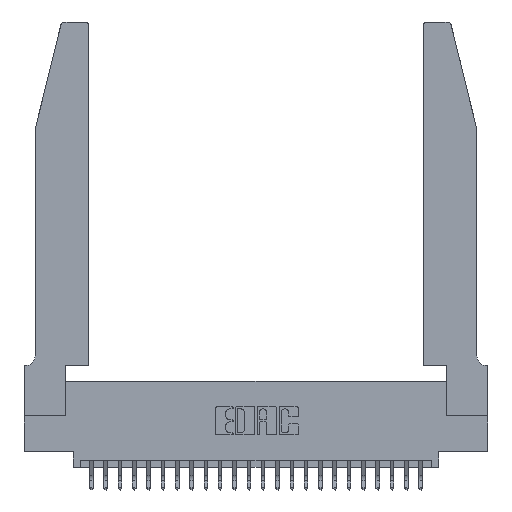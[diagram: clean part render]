
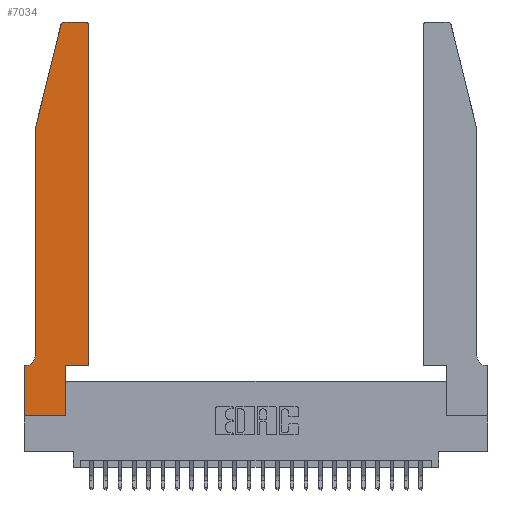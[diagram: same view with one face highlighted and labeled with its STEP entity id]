
A CAD part, top view. The second image highlights one B-rep face of the part: STEP entity #7034.
In plain terms, the highlighted planar face has unit normal (0, 0, 1).
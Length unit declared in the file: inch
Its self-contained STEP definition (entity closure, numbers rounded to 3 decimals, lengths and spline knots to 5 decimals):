
#32 = DIRECTION ( 'NONE',  ( -1., 0., 0. ) ) ;
#524 = DIRECTION ( 'NONE',  ( 1., 0., 0. ) ) ;
#859 = EDGE_CURVE ( 'NONE', #5891, #15590, #1684, .T. ) ;
#991 = ORIENTED_EDGE ( 'NONE', *, *, #24514, .T. ) ;
#1279 = EDGE_CURVE ( 'NONE', #13797, #9136, #23919, .T. ) ;
#1331 = AXIS2_PLACEMENT_3D ( 'NONE', #24945, #13055, #524 ) ;
#1355 = AXIS2_PLACEMENT_3D ( 'NONE', #10317, #24265, #12380 ) ;
#1612 = EDGE_CURVE ( 'NONE', #14318, #21946, #6987, .T. ) ;
#1684 = LINE ( 'NONE', #23234, #6707 ) ;
#2111 = VECTOR ( 'NONE', #6910, 39.37008 ) ;
#2320 = ORIENTED_EDGE ( 'NONE', *, *, #21248, .T. ) ;
#2864 = ORIENTED_EDGE ( 'NONE', *, *, #18034, .T. ) ;
#2934 = CARTESIAN_POINT ( 'NONE',  ( 0.4205, 2.72, 0.37 ) ) ;
#3764 = ORIENTED_EDGE ( 'NONE', *, *, #18161, .T. ) ;
#3775 = CARTESIAN_POINT ( 'NONE',  ( 0.0055, 0.35, 0.37 ) ) ;
#3919 = EDGE_LOOP ( 'NONE', ( #991, #18395, #6561, #18505, #11072, #2864, #2320, #3764, #12577, #26195, #11601, #19215 ) ) ;
#4085 = DIRECTION ( 'NONE',  ( 1., 0., 0. ) ) ;
#4166 = CARTESIAN_POINT ( 'NONE',  ( 0., 0.35, 0.37 ) ) ;
#4228 = CARTESIAN_POINT ( 'NONE',  ( 0., 0.35, 0.37 ) ) ;
#4320 = EDGE_CURVE ( 'NONE', #10989, #14318, #15727, .T. ) ;
#4782 = CARTESIAN_POINT ( 'NONE',  ( 0., 0., 0.37 ) ) ;
#5789 = VERTEX_POINT ( 'NONE', #18497 ) ;
#5808 = DIRECTION ( 'NONE',  ( 0., 0., 1. ) ) ;
#5891 = VERTEX_POINT ( 'NONE', #18674 ) ;
#5959 = CARTESIAN_POINT ( 'NONE',  ( 0.2605, 2.75, 0.37 ) ) ;
#6561 = ORIENTED_EDGE ( 'NONE', *, *, #9710, .T. ) ;
#6707 = VECTOR ( 'NONE', #12250, 39.37008 ) ;
#6910 = DIRECTION ( 'NONE',  ( 1., 0., 0. ) ) ;
#6987 = CIRCLE ( 'NONE', #1355, 0.07 ) ;
#7034 = ADVANCED_FACE ( 'NONE', ( #11478 ), #8399, .T. ) ;
#7342 = VECTOR ( 'NONE', #4085, 39.37008 ) ;
#8006 = DIRECTION ( 'NONE',  ( -1., 0., 0. ) ) ;
#8399 = PLANE ( 'NONE',  #16188 ) ;
#8965 = CARTESIAN_POINT ( 'NONE',  ( 0., 0., 0.37 ) ) ;
#9136 = VERTEX_POINT ( 'NONE', #20381 ) ;
#9710 = EDGE_CURVE ( 'NONE', #5789, #10989, #10151, .T. ) ;
#10118 = VECTOR ( 'NONE', #24894, 39.37008 ) ;
#10151 = LINE ( 'NONE', #10350, #14899 ) ;
#10317 = CARTESIAN_POINT ( 'NONE',  ( 0.0055, 0.42, 0.37 ) ) ;
#10344 = VECTOR ( 'NONE', #12861, 39.37008 ) ;
#10350 = CARTESIAN_POINT ( 'NONE',  ( 0.0755, 2., 0.37 ) ) ;
#10921 = CARTESIAN_POINT ( 'NONE',  ( 0.4505, 0.35, 0.37 ) ) ;
#10989 = VERTEX_POINT ( 'NONE', #21145 ) ;
#11072 = ORIENTED_EDGE ( 'NONE', *, *, #1612, .T. ) ;
#11478 = FACE_OUTER_BOUND ( 'NONE', #3919, .T. ) ;
#11601 = ORIENTED_EDGE ( 'NONE', *, *, #12092, .T. ) ;
#12092 = EDGE_CURVE ( 'NONE', #23512, #13797, #15405, .T. ) ;
#12250 = DIRECTION ( 'NONE',  ( 0., 1., 0. ) ) ;
#12380 = DIRECTION ( 'NONE',  ( -1., 0., 0. ) ) ;
#12417 = DIRECTION ( 'NONE',  ( -0.239, -0.971, 0. ) ) ;
#12505 = DIRECTION ( 'NONE',  ( 1., 0., 0. ) ) ;
#12577 = ORIENTED_EDGE ( 'NONE', *, *, #859, .T. ) ;
#12651 = CIRCLE ( 'NONE', #1331, 0.03 ) ;
#12723 = CARTESIAN_POINT ( 'NONE',  ( 0.4505, 0.35, 0.37 ) ) ;
#12861 = DIRECTION ( 'NONE',  ( 0., -1., 0. ) ) ;
#13055 = DIRECTION ( 'NONE',  ( 0., 0., 1. ) ) ;
#13797 = VERTEX_POINT ( 'NONE', #22211 ) ;
#14066 = CARTESIAN_POINT ( 'NONE',  ( 0.2865, 0.35, 0.37 ) ) ;
#14318 = VERTEX_POINT ( 'NONE', #15885 ) ;
#14636 = CARTESIAN_POINT ( 'NONE',  ( 0.0755, 0.35, 0.37 ) ) ;
#14790 = CARTESIAN_POINT ( 'NONE',  ( 0.0755, 2., 0.37 ) ) ;
#14899 = VECTOR ( 'NONE', #12417, 39.37008 ) ;
#15405 = LINE ( 'NONE', #12723, #20081 ) ;
#15590 = VERTEX_POINT ( 'NONE', #14066 ) ;
#15727 = LINE ( 'NONE', #14790, #10344 ) ;
#15885 = CARTESIAN_POINT ( 'NONE',  ( 0.0755, 0.42, 0.37 ) ) ;
#16188 = AXIS2_PLACEMENT_3D ( 'NONE', #4228, #24383, #12505 ) ;
#16234 = VERTEX_POINT ( 'NONE', #4166 ) ;
#16338 = CARTESIAN_POINT ( 'NONE',  ( 0.4505, 0.35, 0.37 ) ) ;
#16488 = VECTOR ( 'NONE', #8006, 39.37008 ) ;
#16757 = LINE ( 'NONE', #4782, #10118 ) ;
#17204 = CARTESIAN_POINT ( 'NONE',  ( 0.284, 2.75, 0.37 ) ) ;
#17371 = VERTEX_POINT ( 'NONE', #17204 ) ;
#18034 = EDGE_CURVE ( 'NONE', #21946, #16234, #21567, .T. ) ;
#18161 = EDGE_CURVE ( 'NONE', #21636, #5891, #20340, .T. ) ;
#18395 = ORIENTED_EDGE ( 'NONE', *, *, #21595, .T. ) ;
#18497 = CARTESIAN_POINT ( 'NONE',  ( 0.25487, 2.72718, 0.37 ) ) ;
#18505 = ORIENTED_EDGE ( 'NONE', *, *, #4320, .T. ) ;
#18674 = CARTESIAN_POINT ( 'NONE',  ( 0.2865, 0., 0.37 ) ) ;
#19176 = CARTESIAN_POINT ( 'NONE',  ( 0., 0., 0.37 ) ) ;
#19215 = ORIENTED_EDGE ( 'NONE', *, *, #1279, .T. ) ;
#20081 = VECTOR ( 'NONE', #20729, 39.37008 ) ;
#20340 = LINE ( 'NONE', #8965, #2111 ) ;
#20381 = CARTESIAN_POINT ( 'NONE',  ( 0.4205, 2.75, 0.37 ) ) ;
#20729 = DIRECTION ( 'NONE',  ( 0., 1., 0. ) ) ;
#21145 = CARTESIAN_POINT ( 'NONE',  ( 0.0755, 2., 0.37 ) ) ;
#21248 = EDGE_CURVE ( 'NONE', #16234, #21636, #16757, .T. ) ;
#21567 = LINE ( 'NONE', #14636, #26183 ) ;
#21595 = EDGE_CURVE ( 'NONE', #17371, #5789, #12651, .T. ) ;
#21636 = VERTEX_POINT ( 'NONE', #19176 ) ;
#21727 = LINE ( 'NONE', #5959, #16488 ) ;
#21946 = VERTEX_POINT ( 'NONE', #3775 ) ;
#22211 = CARTESIAN_POINT ( 'NONE',  ( 0.4505, 2.72, 0.37 ) ) ;
#22696 = LINE ( 'NONE', #16338, #7342 ) ;
#23234 = CARTESIAN_POINT ( 'NONE',  ( 0.2865, 0.35, 0.37 ) ) ;
#23319 = EDGE_CURVE ( 'NONE', #15590, #23512, #22696, .T. ) ;
#23512 = VERTEX_POINT ( 'NONE', #10921 ) ;
#23919 = CIRCLE ( 'NONE', #25511, 0.03 ) ;
#24265 = DIRECTION ( 'NONE',  ( 0., 0., -1. ) ) ;
#24383 = DIRECTION ( 'NONE',  ( 0., 0., 1. ) ) ;
#24514 = EDGE_CURVE ( 'NONE', #9136, #17371, #21727, .T. ) ;
#24894 = DIRECTION ( 'NONE',  ( 0., -1., 0. ) ) ;
#24945 = CARTESIAN_POINT ( 'NONE',  ( 0.284, 2.72, 0.37 ) ) ;
#25511 = AXIS2_PLACEMENT_3D ( 'NONE', #2934, #5808, #26302 ) ;
#26183 = VECTOR ( 'NONE', #32, 39.37008 ) ;
#26195 = ORIENTED_EDGE ( 'NONE', *, *, #23319, .T. ) ;
#26302 = DIRECTION ( 'NONE',  ( 1., 0., 0. ) ) ;
